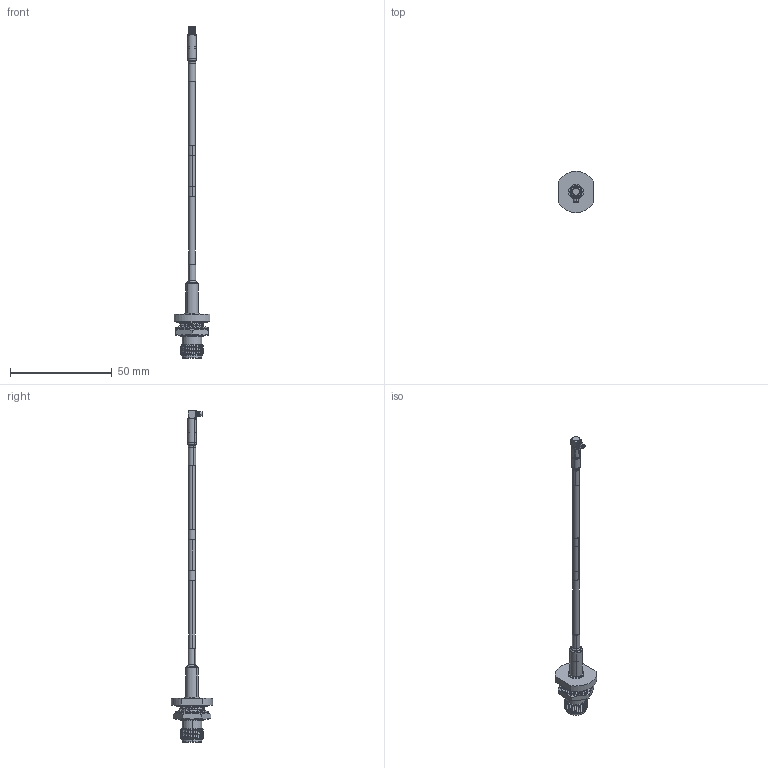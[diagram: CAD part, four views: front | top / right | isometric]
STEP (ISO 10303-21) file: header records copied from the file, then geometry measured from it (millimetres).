
FILE_DESCRIPTION (( 'STEP AP214' ), '1' );
FILE_NAME ('FMCA9991_3D.step', '2024-01-26T20:40:32', ( '' ), ( '' ), 'SwSTEP 2.0', 'SolidWorks 2022', '' );
FILE_SCHEMA (( 'AUTOMOTIVE_DESIGN' ));
Length unit declared in the file: inch
Products named in the file (10): PE44899 ¦ SC4254; SC9535; HeatShrink-RG174A_3; Copy of PE4898_insulator^SC9535; RG188-DS; 1AW01-003_.126 ID; Copy of PE4898_cap^SC9535; Copy of PE4898^SC9535_Crimped; HeatShrink-RG174A_2; FMCA9991_3D
Assembly tree (9 placements, depth 3):
  FMCA9991_3D
    RG188-DS
    1AW01-003_.126 ID
    PE44899 ¦ SC4254
    SC9535
      Copy of PE4898^SC9535_Crimped
      Copy of PE4898_cap^SC9535
      Copy of PE4898_insulator^SC9535
    HeatShrink-RG174A_3
    HeatShrink-RG174A_2
Bounding box: 17.45 x 20.32 x 163.3 mm (x, y, z)
Volume: 4157.6 mm3; surface area: 7022.3 mm2
Topology: 14 solids, 14 shells, 552 faces, 1436 edges, 939 vertices
Faces by surface type: cylinder 202, plane 187, bspline 74, cone 71, torus 18
Entity records: 26684 total; most frequent: CARTESIAN_POINT 13277, ORIENTED_EDGE 2868, DIRECTION 2292, EDGE_CURVE 1434, VERTEX_POINT 939, AXIS2_PLACEMENT_3D 935, EDGE_LOOP 599, ADVANCED_FACE 552
